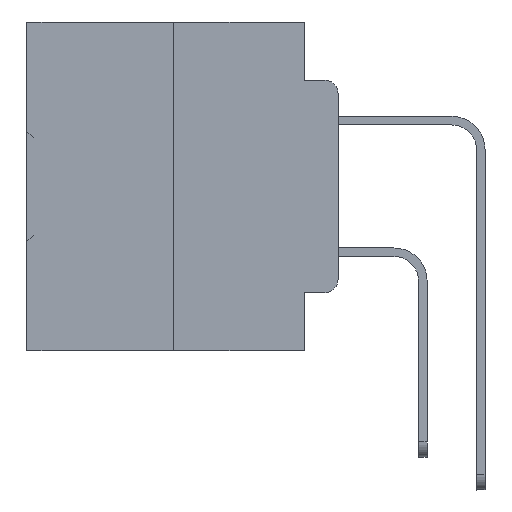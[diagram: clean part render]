
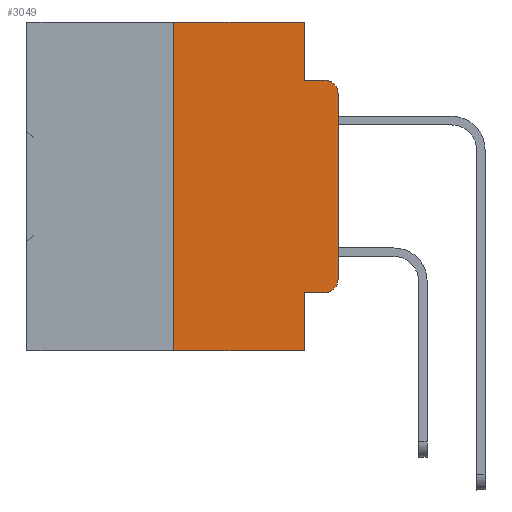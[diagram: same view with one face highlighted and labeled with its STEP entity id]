
A CAD part, left-side view. The second image highlights one B-rep face of the part: STEP entity #3049.
In plain terms, the highlighted planar face has unit normal (-1, 0, 0).
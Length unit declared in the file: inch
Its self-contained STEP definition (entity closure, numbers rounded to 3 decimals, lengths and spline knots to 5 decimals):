
#286 = CARTESIAN_POINT ( 'NONE',  ( 0., 0.473, 0. ) ) ;
#392 = DIRECTION ( 'NONE',  ( -1., 0., 0. ) ) ;
#1016 = VECTOR ( 'NONE', #7225, 39.37008 ) ;
#1456 = EDGE_CURVE ( 'NONE', #17692, #30881, #23749, .T. ) ;
#1669 = VECTOR ( 'NONE', #31829, 39.37008 ) ;
#2001 = VERTEX_POINT ( 'NONE', #29851 ) ;
#2558 = ORIENTED_EDGE ( 'NONE', *, *, #16291, .T. ) ;
#3049 = ADVANCED_FACE ( 'NONE', ( #30341 ), #12824, .F. ) ;
#3475 = DIRECTION ( 'NONE',  ( 0., 0., -1. ) ) ;
#3685 = CARTESIAN_POINT ( 'NONE',  ( 0., 0.051, 0. ) ) ;
#6586 = DIRECTION ( 'NONE',  ( 0., -1., 0. ) ) ;
#7149 = VERTEX_POINT ( 'NONE', #16648 ) ;
#7225 = DIRECTION ( 'NONE',  ( 0., -1., 0. ) ) ;
#7574 = ORIENTED_EDGE ( 'NONE', *, *, #31438, .T. ) ;
#7870 = DIRECTION ( 'NONE',  ( 0., -1., 0. ) ) ;
#8181 = CARTESIAN_POINT ( 'NONE',  ( 0., 0.051, -0.0885 ) ) ;
#9077 = VECTOR ( 'NONE', #6586, 39.37008 ) ;
#9243 = CARTESIAN_POINT ( 'NONE',  ( 0., 0.02, -0.0885 ) ) ;
#9731 = CARTESIAN_POINT ( 'NONE',  ( 0., 0.473, -0.5 ) ) ;
#9867 = EDGE_CURVE ( 'NONE', #20217, #25843, #21495, .T. ) ;
#10142 = AXIS2_PLACEMENT_3D ( 'NONE', #19366, #392, #22523 ) ;
#10488 = ORIENTED_EDGE ( 'NONE', *, *, #9867, .F. ) ;
#10656 = EDGE_LOOP ( 'NONE', ( #16903, #2558, #28200, #28685, #30586, #10488, #7574, #19025, #31136, #37260 ) ) ;
#11777 = DIRECTION ( 'NONE',  ( 0., 0., -1. ) ) ;
#11991 = EDGE_CURVE ( 'NONE', #34657, #7149, #36541, .T. ) ;
#12824 = PLANE ( 'NONE',  #39322 ) ;
#13183 = CARTESIAN_POINT ( 'NONE',  ( 0., 0., -0.3915 ) ) ;
#13332 = VECTOR ( 'NONE', #11777, 39.37008 ) ;
#13387 = CARTESIAN_POINT ( 'NONE',  ( 0., 0.051, -0.5 ) ) ;
#14145 = EDGE_CURVE ( 'NONE', #7149, #15601, #18548, .T. ) ;
#15601 = VERTEX_POINT ( 'NONE', #9243 ) ;
#16291 = EDGE_CURVE ( 'NONE', #29016, #15601, #33355, .T. ) ;
#16445 = DIRECTION ( 'NONE',  ( -1., 0., 0. ) ) ;
#16519 = LINE ( 'NONE', #34494, #16819 ) ;
#16648 = CARTESIAN_POINT ( 'NONE',  ( 0., 0.051, -0.0885 ) ) ;
#16819 = VECTOR ( 'NONE', #37534, 39.37008 ) ;
#16903 = ORIENTED_EDGE ( 'NONE', *, *, #22675, .T. ) ;
#17692 = VERTEX_POINT ( 'NONE', #37701 ) ;
#17842 = LINE ( 'NONE', #26132, #1016 ) ;
#18548 = LINE ( 'NONE', #8181, #25889 ) ;
#19025 = ORIENTED_EDGE ( 'NONE', *, *, #1456, .F. ) ;
#19366 = CARTESIAN_POINT ( 'NONE',  ( 0., 0.02, -0.3915 ) ) ;
#19522 = CARTESIAN_POINT ( 'NONE',  ( 0., 0.25, 0. ) ) ;
#20217 = VERTEX_POINT ( 'NONE', #34880 ) ;
#21495 = LINE ( 'NONE', #19522, #1669 ) ;
#22203 = EDGE_CURVE ( 'NONE', #25843, #34657, #17842, .T. ) ;
#22431 = DIRECTION ( 'NONE',  ( 1., 0., 0. ) ) ;
#22523 = DIRECTION ( 'NONE',  ( 0., 0., -1. ) ) ;
#22649 = DIRECTION ( 'NONE',  ( 0., 0., -1. ) ) ;
#22675 = EDGE_CURVE ( 'NONE', #35643, #29016, #16519, .T. ) ;
#23271 = CARTESIAN_POINT ( 'NONE',  ( 0., 0.051, 0. ) ) ;
#23749 = LINE ( 'NONE', #27622, #13332 ) ;
#24090 = CARTESIAN_POINT ( 'NONE',  ( 0., 0., -0.1085 ) ) ;
#25843 = VERTEX_POINT ( 'NONE', #40291 ) ;
#25889 = VECTOR ( 'NONE', #39285, 39.37008 ) ;
#25903 = LINE ( 'NONE', #9731, #9077 ) ;
#26132 = CARTESIAN_POINT ( 'NONE',  ( 0., 0.473, 0. ) ) ;
#26417 = CIRCLE ( 'NONE', #10142, 0.02 ) ;
#26755 = CARTESIAN_POINT ( 'NONE',  ( 0., 0.051, -0.4115 ) ) ;
#27512 = VECTOR ( 'NONE', #22649, 39.37008 ) ;
#27622 = CARTESIAN_POINT ( 'NONE',  ( 0., 0.051, 0. ) ) ;
#28200 = ORIENTED_EDGE ( 'NONE', *, *, #14145, .F. ) ;
#28685 = ORIENTED_EDGE ( 'NONE', *, *, #11991, .F. ) ;
#29016 = VERTEX_POINT ( 'NONE', #24090 ) ;
#29851 = CARTESIAN_POINT ( 'NONE',  ( 0., 0.02, -0.4115 ) ) ;
#30341 = FACE_OUTER_BOUND ( 'NONE', #10656, .T. ) ;
#30586 = ORIENTED_EDGE ( 'NONE', *, *, #22203, .F. ) ;
#30881 = VERTEX_POINT ( 'NONE', #13387 ) ;
#31136 = ORIENTED_EDGE ( 'NONE', *, *, #39774, .T. ) ;
#31438 = EDGE_CURVE ( 'NONE', #20217, #30881, #25903, .T. ) ;
#31829 = DIRECTION ( 'NONE',  ( 0., 0., 1. ) ) ;
#32275 = VECTOR ( 'NONE', #7870, 39.37008 ) ;
#33355 = CIRCLE ( 'NONE', #33415, 0.02 ) ;
#33415 = AXIS2_PLACEMENT_3D ( 'NONE', #34982, #16445, #38028 ) ;
#34494 = CARTESIAN_POINT ( 'NONE',  ( 0., 0., 0. ) ) ;
#34657 = VERTEX_POINT ( 'NONE', #23271 ) ;
#34880 = CARTESIAN_POINT ( 'NONE',  ( 0., 0.25, -0.5 ) ) ;
#34982 = CARTESIAN_POINT ( 'NONE',  ( 0., 0.02, -0.1085 ) ) ;
#35643 = VERTEX_POINT ( 'NONE', #13183 ) ;
#36541 = LINE ( 'NONE', #3685, #27512 ) ;
#37260 = ORIENTED_EDGE ( 'NONE', *, *, #37751, .T. ) ;
#37534 = DIRECTION ( 'NONE',  ( 0., 0., 1. ) ) ;
#37701 = CARTESIAN_POINT ( 'NONE',  ( 0., 0.051, -0.4115 ) ) ;
#37751 = EDGE_CURVE ( 'NONE', #2001, #35643, #26417, .T. ) ;
#38028 = DIRECTION ( 'NONE',  ( 0., 0., -1. ) ) ;
#38402 = LINE ( 'NONE', #26755, #32275 ) ;
#39285 = DIRECTION ( 'NONE',  ( 0., -1., 0. ) ) ;
#39322 = AXIS2_PLACEMENT_3D ( 'NONE', #286, #22431, #3475 ) ;
#39774 = EDGE_CURVE ( 'NONE', #17692, #2001, #38402, .T. ) ;
#40291 = CARTESIAN_POINT ( 'NONE',  ( 0., 0.25, 0. ) ) ;
